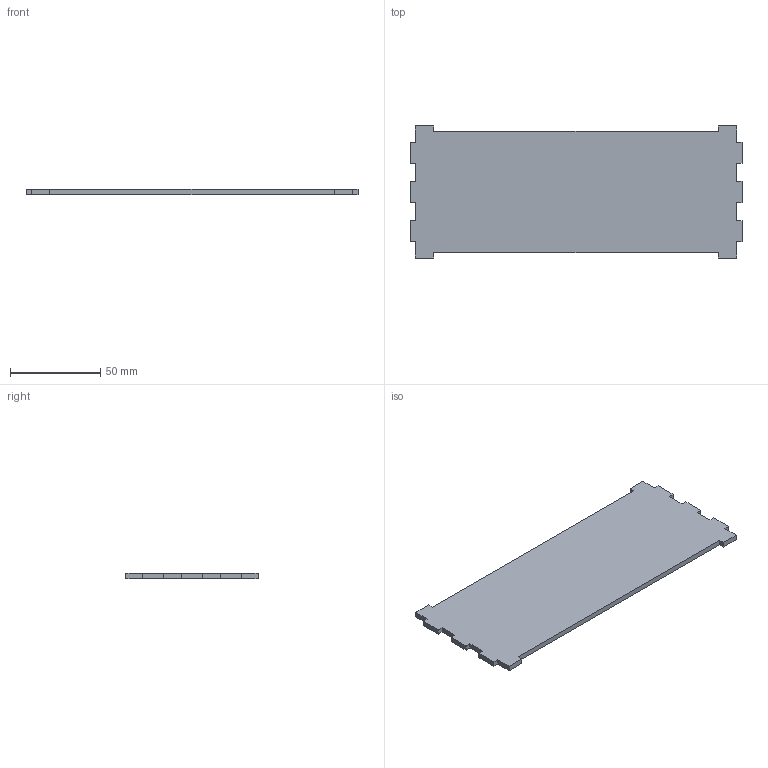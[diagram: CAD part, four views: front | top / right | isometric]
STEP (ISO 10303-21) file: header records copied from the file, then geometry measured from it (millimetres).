
FILE_DESCRIPTION(/* description */ (''),/* implementation_level */ '2;1');
FILE_NAME(/* name */ 'Bottom.step',/* time_stamp */ '2021-09-23T21:57:42+02:00',/* author */ (''),/* organization */ (''),/* preprocessor_version */ 'ST-DEVELOPER v18.1',/* originating_system */ 'Autodesk Translation Framework v10.10.0.1391',/* authorisation */ '');
FILE_SCHEMA (('AUTOMOTIVE_DESIGN { 1 0 10303 214 3 1 1 }'));
Length unit declared in the file: millimetre
Products named in the file (1): Bottom
Bounding box: 183.46 x 73 x 3 mm (x, y, z)
Volume: 36659.5 mm3; surface area: 26086.4 mm2
Topology: 1 solids, 1 shells, 44 faces, 114 edges, 72 vertices
Faces by surface type: plane 44
Entity records: 1342 total; most frequent: CARTESIAN_POINT 231, ORIENTED_EDGE 228, DIRECTION 204, LINE 114, VECTOR 114, EDGE_CURVE 114, VERTEX_POINT 72, AXIS2_PLACEMENT_3D 45
